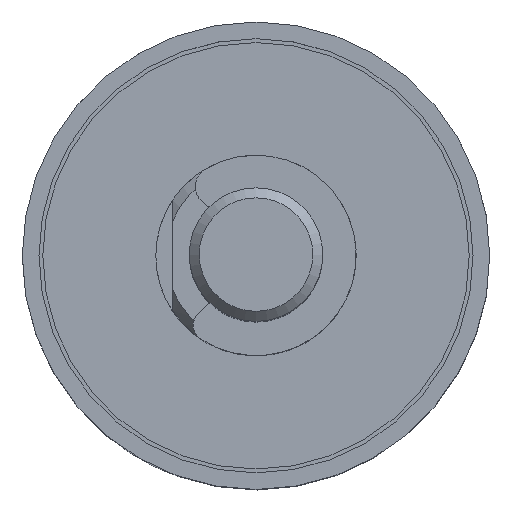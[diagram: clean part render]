
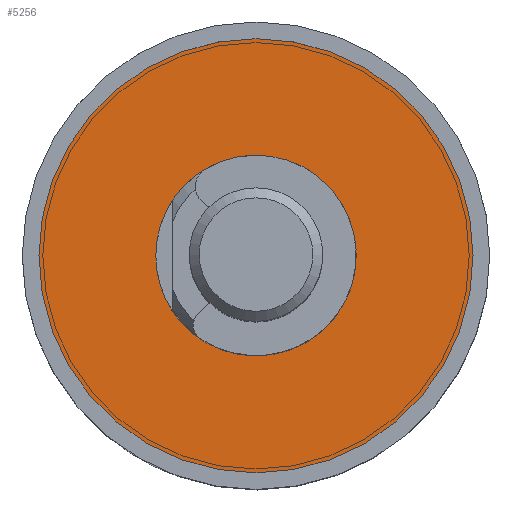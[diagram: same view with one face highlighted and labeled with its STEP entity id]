
A CAD part, top view. The second image highlights one B-rep face of the part: STEP entity #5256.
In plain terms, the highlighted planar face has unit normal (0, 0, 1).
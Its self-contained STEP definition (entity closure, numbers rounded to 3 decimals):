
#489 = AXIS2_PLACEMENT_3D ( 'NONE', #8557, #7054, #2716 ) ;
#666 = DIRECTION ( 'NONE',  ( 1., 0., 0. ) ) ;
#1286 = EDGE_LOOP ( 'NONE', ( #5152 ) ) ;
#1987 = AXIS2_PLACEMENT_3D ( 'NONE', #2232, #2990, #666 ) ;
#2232 = CARTESIAN_POINT ( 'NONE',  ( 3., 0., 0.5 ) ) ;
#2263 = PLANE ( 'NONE',  #1987 ) ;
#2379 = CARTESIAN_POINT ( 'NONE',  ( 6.5, 0., 0.5 ) ) ;
#2444 = EDGE_CURVE ( 'NONE', #4710, #4710, #3079, .T. ) ;
#2716 = DIRECTION ( 'NONE',  ( -1., 0., 0. ) ) ;
#2990 = DIRECTION ( 'NONE',  ( 0., 0., 1. ) ) ;
#3079 = CIRCLE ( 'NONE', #489, 3. ) ;
#3281 = FACE_BOUND ( 'NONE', #1286, .T. ) ;
#4710 = VERTEX_POINT ( 'NONE', #8178 ) ;
#5152 = ORIENTED_EDGE ( 'NONE', *, *, #2444, .T. ) ;
#5256 = ADVANCED_FACE ( 'NONE', ( #3281, #7318 ), #2263, .T. ) ;
#6367 = DIRECTION ( 'NONE',  ( 0., 0., 1. ) ) ;
#6396 = CARTESIAN_POINT ( 'NONE',  ( 0., 0., 0.5 ) ) ;
#6530 = ORIENTED_EDGE ( 'NONE', *, *, #9237, .T. ) ;
#7054 = DIRECTION ( 'NONE',  ( 0., 0., -1. ) ) ;
#7080 = DIRECTION ( 'NONE',  ( 1., 0., 0. ) ) ;
#7318 = FACE_OUTER_BOUND ( 'NONE', #8649, .T. ) ;
#8178 = CARTESIAN_POINT ( 'NONE',  ( -3., 0., 0.5 ) ) ;
#8209 = AXIS2_PLACEMENT_3D ( 'NONE', #6396, #6367, #7080 ) ;
#8557 = CARTESIAN_POINT ( 'NONE',  ( 0., 0., 0.5 ) ) ;
#8649 = EDGE_LOOP ( 'NONE', ( #6530 ) ) ;
#8650 = VERTEX_POINT ( 'NONE', #2379 ) ;
#9237 = EDGE_CURVE ( 'NONE', #8650, #8650, #9475, .T. ) ;
#9475 = CIRCLE ( 'NONE', #8209, 6.5 ) ;
